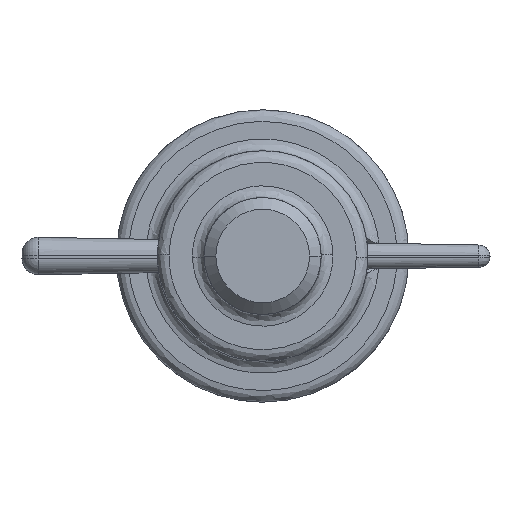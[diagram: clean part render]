
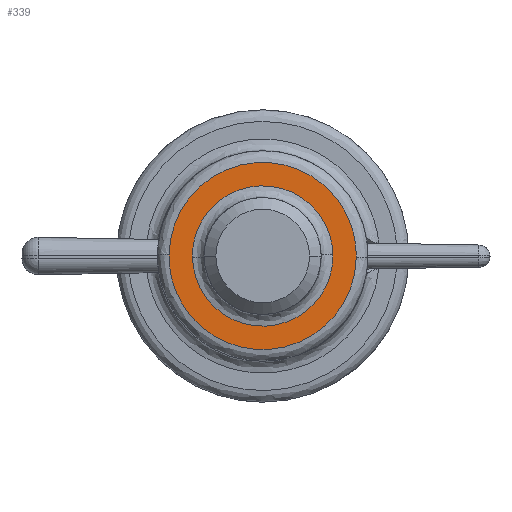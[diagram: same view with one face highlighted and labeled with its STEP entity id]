
A CAD part, left-side view. The second image highlights one B-rep face of the part: STEP entity #339.
In plain terms, the highlighted planar face has unit normal (-1, 0, 0).
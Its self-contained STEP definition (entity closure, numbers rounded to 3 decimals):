
#72 = CARTESIAN_POINT ( 'NONE',  ( -123.5, -30., 0. ) ) ;
#119 = CARTESIAN_POINT ( 'NONE',  ( -123.5, -30., 0.209 ) ) ;
#227 = ORIENTED_EDGE ( 'NONE', *, *, #4329, .F. ) ;
#297 = DIRECTION ( 'NONE',  ( 0., 0., -1. ) ) ;
#339 = ADVANCED_FACE ( 'NONE', ( #5987, #4317 ), #4908, .F. ) ;
#484 = CARTESIAN_POINT ( 'NONE',  ( -123.5, 29.993, -0.628 ) ) ;
#496 =( BOUNDED_CURVE ( )  B_SPLINE_CURVE ( 3, ( #3104, #1362, #7136, #5910 ),
 .UNSPECIFIED., .F., .F. ) 
 B_SPLINE_CURVE_WITH_KNOTS ( ( 4, 4 ),
 ( 0.007, 1. ),
 .UNSPECIFIED. ) 
 CURVE ( )  GEOMETRIC_REPRESENTATION_ITEM ( )  RATIONAL_B_SPLINE_CURVE ( ( 1., 0.34, 0.34, 1. ) ) 
 REPRESENTATION_ITEM ( '' )  );
#512 = CARTESIAN_POINT ( 'NONE',  ( -123.5, 39.995, 0.631 ) ) ;
#596 = CARTESIAN_POINT ( 'NONE',  ( -123.5, -39.995, -0.631 ) ) ;
#727 =( BOUNDED_CURVE ( )  B_SPLINE_CURVE ( 3, ( #7180, #4875, #6620, #910 ),
 .UNSPECIFIED., .F., .F. ) 
 B_SPLINE_CURVE_WITH_KNOTS ( ( 4, 4 ),
 ( 0.007, 1. ),
 .UNSPECIFIED. ) 
 CURVE ( )  GEOMETRIC_REPRESENTATION_ITEM ( )  RATIONAL_B_SPLINE_CURVE ( ( 1., 0.34, 0.34, 1. ) ) 
 REPRESENTATION_ITEM ( '' )  );
#910 = CARTESIAN_POINT ( 'NONE',  ( -123.5, 30., 0. ) ) ;
#1049 = CARTESIAN_POINT ( 'NONE',  ( -123.5, -38.753, -79.377 ) ) ;
#1362 = CARTESIAN_POINT ( 'NONE',  ( -123.5, 28.763, -59.381 ) ) ;
#1387 =( BOUNDED_CURVE ( )  B_SPLINE_CURVE ( 3, ( #5147, #5172, #5122, #596 ),
 .UNSPECIFIED., .F., .F. ) 
 B_SPLINE_CURVE_WITH_KNOTS ( ( 4, 4 ),
 ( 0., 0.005 ),
 .UNSPECIFIED. ) 
 CURVE ( )  GEOMETRIC_REPRESENTATION_ITEM ( )  RATIONAL_B_SPLINE_CURVE ( ( 1., 1., 1., 1. ) ) 
 REPRESENTATION_ITEM ( '' )  );
#1486 = CARTESIAN_POINT ( 'NONE',  ( -123.5, -40., 0. ) ) ;
#1632 = ORIENTED_EDGE ( 'NONE', *, *, #6173, .F. ) ;
#1752 = CARTESIAN_POINT ( 'NONE',  ( -123.5, 40., 0. ) ) ;
#2118 = VERTEX_POINT ( 'NONE', #4609 ) ;
#2255 = ORIENTED_EDGE ( 'NONE', *, *, #5767, .F. ) ;
#2349 = VERTEX_POINT ( 'NONE', #7211 ) ;
#2397 = EDGE_CURVE ( 'NONE', #3036, #5765, #3953, .T. ) ;
#2544 = EDGE_CURVE ( 'NONE', #7041, #3036, #7475, .T. ) ;
#2586 = ORIENTED_EDGE ( 'NONE', *, *, #3462, .F. ) ;
#2675 = EDGE_LOOP ( 'NONE', ( #7051, #2255, #227, #1632 ) ) ;
#2697 = EDGE_CURVE ( 'NONE', #2118, #3581, #6608, .T. ) ;
#2931 = CARTESIAN_POINT ( 'NONE',  ( -123.5, 40., 0.21 ) ) ;
#3002 = CARTESIAN_POINT ( 'NONE',  ( -123.5, 29.998, -0.419 ) ) ;
#3036 = VERTEX_POINT ( 'NONE', #3682 ) ;
#3104 = CARTESIAN_POINT ( 'NONE',  ( -123.5, 29.993, -0.628 ) ) ;
#3109 = EDGE_CURVE ( 'NONE', #5765, #4856, #1387, .T. ) ;
#3204 = DIRECTION ( 'NONE',  ( 1., 0., 0. ) ) ;
#3261 = CARTESIAN_POINT ( 'NONE',  ( -123.5, 40., 0. ) ) ;
#3359 = CARTESIAN_POINT ( 'NONE',  ( -123.5, -40., 0. ) ) ;
#3462 = EDGE_CURVE ( 'NONE', #4856, #7041, #6366, .T. ) ;
#3514 = CARTESIAN_POINT ( 'NONE',  ( -123.5, 39.998, 0.42 ) ) ;
#3581 = VERTEX_POINT ( 'NONE', #484 ) ;
#3615 = AXIS2_PLACEMENT_3D ( 'NONE', #6709, #3204, #297 ) ;
#3682 = CARTESIAN_POINT ( 'NONE',  ( -123.5, 39.995, 0.631 ) ) ;
#3750 = ORIENTED_EDGE ( 'NONE', *, *, #2544, .F. ) ;
#3819 =( BOUNDED_CURVE ( )  B_SPLINE_CURVE ( 3, ( #72, #119, #7023, #4734 ),
 .UNSPECIFIED., .F., .F. ) 
 B_SPLINE_CURVE_WITH_KNOTS ( ( 4, 4 ),
 ( 0., 0.007 ),
 .UNSPECIFIED. ) 
 CURVE ( )  GEOMETRIC_REPRESENTATION_ITEM ( )  RATIONAL_B_SPLINE_CURVE ( ( 1., 1., 1., 1. ) ) 
 REPRESENTATION_ITEM ( '' )  );
#3953 =( BOUNDED_CURVE ( )  B_SPLINE_CURVE ( 3, ( #512, #5676, #6330, #3359 ),
 .UNSPECIFIED., .F., .F. ) 
 B_SPLINE_CURVE_WITH_KNOTS ( ( 4, 4 ),
 ( 0.005, 1. ),
 .UNSPECIFIED. ) 
 CURVE ( )  GEOMETRIC_REPRESENTATION_ITEM ( )  RATIONAL_B_SPLINE_CURVE ( ( 1., 0.339, 0.339, 1. ) ) 
 REPRESENTATION_ITEM ( '' )  );
#4317 = FACE_OUTER_BOUND ( 'NONE', #4514, .T. ) ;
#4329 = EDGE_CURVE ( 'NONE', #6537, #2349, #3819, .T. ) ;
#4514 = EDGE_LOOP ( 'NONE', ( #6513, #6970, #3750, #2586 ) ) ;
#4609 = CARTESIAN_POINT ( 'NONE',  ( -123.5, 30., 0. ) ) ;
#4705 = CARTESIAN_POINT ( 'NONE',  ( -123.5, 30., 0. ) ) ;
#4734 = CARTESIAN_POINT ( 'NONE',  ( -123.5, -29.993, 0.628 ) ) ;
#4810 = CARTESIAN_POINT ( 'NONE',  ( -123.5, 29.993, -0.628 ) ) ;
#4856 = VERTEX_POINT ( 'NONE', #7372 ) ;
#4875 = CARTESIAN_POINT ( 'NONE',  ( -123.5, -28.763, 59.381 ) ) ;
#4908 = PLANE ( 'NONE',  #3615 ) ;
#5122 = CARTESIAN_POINT ( 'NONE',  ( -123.5, -39.998, -0.42 ) ) ;
#5147 = CARTESIAN_POINT ( 'NONE',  ( -123.5, -40., 0. ) ) ;
#5172 = CARTESIAN_POINT ( 'NONE',  ( -123.5, -40., -0.21 ) ) ;
#5200 = CARTESIAN_POINT ( 'NONE',  ( -123.5, 40., 0. ) ) ;
#5261 = CARTESIAN_POINT ( 'NONE',  ( -123.5, -30., 0. ) ) ;
#5676 = CARTESIAN_POINT ( 'NONE',  ( -123.5, 38.753, 79.377 ) ) ;
#5765 = VERTEX_POINT ( 'NONE', #1486 ) ;
#5767 = EDGE_CURVE ( 'NONE', #2349, #2118, #727, .T. ) ;
#5910 = CARTESIAN_POINT ( 'NONE',  ( -123.5, -30., 0. ) ) ;
#5987 = FACE_BOUND ( 'NONE', #2675, .T. ) ;
#6173 = EDGE_CURVE ( 'NONE', #3581, #6537, #496, .T. ) ;
#6330 = CARTESIAN_POINT ( 'NONE',  ( -123.5, -40., 78.756 ) ) ;
#6366 =( BOUNDED_CURVE ( )  B_SPLINE_CURVE ( 3, ( #7430, #1049, #6761, #3261 ),
 .UNSPECIFIED., .F., .F. ) 
 B_SPLINE_CURVE_WITH_KNOTS ( ( 4, 4 ),
 ( 0.005, 1. ),
 .UNSPECIFIED. ) 
 CURVE ( )  GEOMETRIC_REPRESENTATION_ITEM ( )  RATIONAL_B_SPLINE_CURVE ( ( 1., 0.339, 0.339, 1. ) ) 
 REPRESENTATION_ITEM ( '' )  );
#6456 = CARTESIAN_POINT ( 'NONE',  ( -123.5, 39.995, 0.631 ) ) ;
#6513 = ORIENTED_EDGE ( 'NONE', *, *, #3109, .F. ) ;
#6537 = VERTEX_POINT ( 'NONE', #5261 ) ;
#6608 =( BOUNDED_CURVE ( )  B_SPLINE_CURVE ( 3, ( #4705, #7103, #3002, #4810 ),
 .UNSPECIFIED., .F., .F. ) 
 B_SPLINE_CURVE_WITH_KNOTS ( ( 4, 4 ),
 ( 0., 0.007 ),
 .UNSPECIFIED. ) 
 CURVE ( )  GEOMETRIC_REPRESENTATION_ITEM ( )  RATIONAL_B_SPLINE_CURVE ( ( 1., 1., 1., 1. ) ) 
 REPRESENTATION_ITEM ( '' )  );
#6620 = CARTESIAN_POINT ( 'NONE',  ( -123.5, 30., 58.766 ) ) ;
#6709 = CARTESIAN_POINT ( 'NONE',  ( -123.5, 0., 0. ) ) ;
#6761 = CARTESIAN_POINT ( 'NONE',  ( -123.5, 40., -78.756 ) ) ;
#6970 = ORIENTED_EDGE ( 'NONE', *, *, #2397, .F. ) ;
#7023 = CARTESIAN_POINT ( 'NONE',  ( -123.5, -29.998, 0.419 ) ) ;
#7041 = VERTEX_POINT ( 'NONE', #5200 ) ;
#7051 = ORIENTED_EDGE ( 'NONE', *, *, #2697, .F. ) ;
#7103 = CARTESIAN_POINT ( 'NONE',  ( -123.5, 30., -0.209 ) ) ;
#7136 = CARTESIAN_POINT ( 'NONE',  ( -123.5, -30., -58.766 ) ) ;
#7180 = CARTESIAN_POINT ( 'NONE',  ( -123.5, -29.993, 0.628 ) ) ;
#7211 = CARTESIAN_POINT ( 'NONE',  ( -123.5, -29.993, 0.628 ) ) ;
#7372 = CARTESIAN_POINT ( 'NONE',  ( -123.5, -39.995, -0.631 ) ) ;
#7430 = CARTESIAN_POINT ( 'NONE',  ( -123.5, -39.995, -0.631 ) ) ;
#7475 =( BOUNDED_CURVE ( )  B_SPLINE_CURVE ( 3, ( #1752, #2931, #3514, #6456 ),
 .UNSPECIFIED., .F., .F. ) 
 B_SPLINE_CURVE_WITH_KNOTS ( ( 4, 4 ),
 ( 0., 0.005 ),
 .UNSPECIFIED. ) 
 CURVE ( )  GEOMETRIC_REPRESENTATION_ITEM ( )  RATIONAL_B_SPLINE_CURVE ( ( 1., 1., 1., 1. ) ) 
 REPRESENTATION_ITEM ( '' )  );
